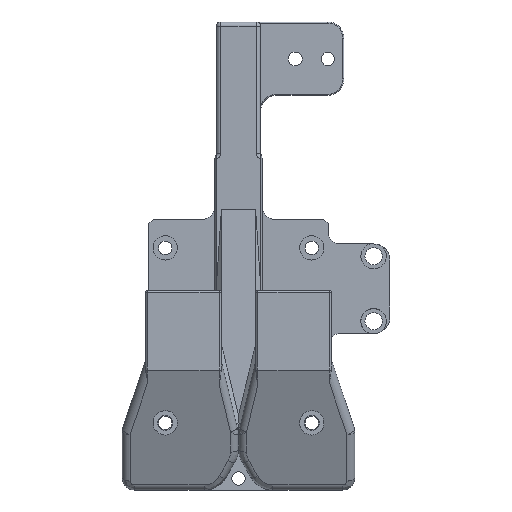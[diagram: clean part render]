
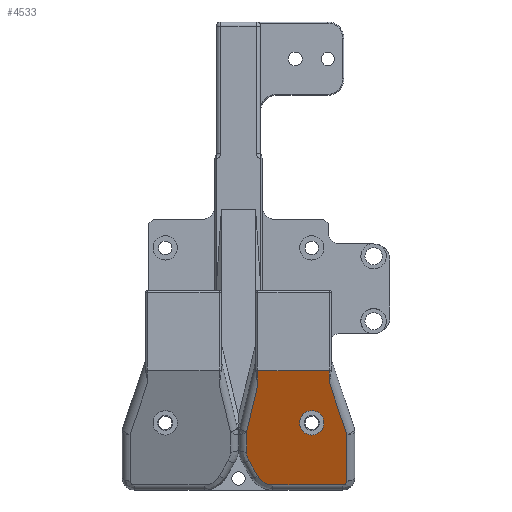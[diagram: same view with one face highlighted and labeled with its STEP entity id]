
A CAD part, left-side view. The second image highlights one B-rep face of the part: STEP entity #4533.
In plain terms, the highlighted planar face has unit normal (-0.925, 0, -0.381).
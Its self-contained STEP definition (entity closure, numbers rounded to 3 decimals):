
#56=FACE_BOUND('',#617,.T.);
#92=ELLIPSE('',#4890,4.542,4.2);
#93=ELLIPSE('',#4891,4.542,4.2);
#94=ELLIPSE('',#4892,1.081,1.);
#95=ELLIPSE('',#4893,3.244,3.);
#163=PLANE('',#4889);
#341=FACE_OUTER_BOUND('',#616,.T.);
#616=EDGE_LOOP('',(#3270,#3271,#3272,#3273,#3274,#3275,#3276,#3277,#3278,
#3279,#3280,#3281));
#617=EDGE_LOOP('',(#3282));
#853=LINE('',#6736,#1255);
#855=LINE('',#6744,#1257);
#856=LINE('',#6751,#1258);
#958=LINE('',#7153,#1360);
#962=LINE('',#7250,#1364);
#963=LINE('',#7254,#1365);
#964=LINE('',#7258,#1366);
#965=LINE('',#7262,#1367);
#966=LINE('',#7263,#1368);
#1255=VECTOR('',#5294,10.);
#1257=VECTOR('',#5302,10.);
#1258=VECTOR('',#5311,10.);
#1360=VECTOR('',#5623,10.);
#1364=VECTOR('',#5645,1000.);
#1365=VECTOR('',#5648,1000.);
#1366=VECTOR('',#5651,1000.);
#1367=VECTOR('',#5654,1000.);
#1368=VECTOR('',#5655,10.);
#1856=VERTEX_POINT('',#6724);
#1859=VERTEX_POINT('',#6729);
#1860=VERTEX_POINT('',#6738);
#1864=VERTEX_POINT('',#6750);
#2005=VERTEX_POINT('',#7151);
#2013=VERTEX_POINT('',#7249);
#2014=VERTEX_POINT('',#7251);
#2015=VERTEX_POINT('',#7253);
#2016=VERTEX_POINT('',#7255);
#2017=VERTEX_POINT('',#7257);
#2018=VERTEX_POINT('',#7259);
#2019=VERTEX_POINT('',#7261);
#2020=VERTEX_POINT('',#7264);
#2297=EDGE_CURVE('',#1859,#1856,#853,.T.);
#2301=EDGE_CURVE('',#1856,#1860,#855,.T.);
#2304=EDGE_CURVE('',#1860,#1864,#856,.T.);
#2482=EDGE_CURVE('',#2005,#1859,#958,.T.);
#2495=EDGE_CURVE('',#2013,#2005,#962,.T.);
#2496=EDGE_CURVE('',#2014,#2013,#92,.F.);
#2497=EDGE_CURVE('',#2015,#2014,#963,.F.);
#2498=EDGE_CURVE('',#2016,#2015,#93,.F.);
#2499=EDGE_CURVE('',#2017,#2016,#964,.T.);
#2500=EDGE_CURVE('',#2018,#2017,#94,.F.);
#2501=EDGE_CURVE('',#2019,#2018,#965,.T.);
#2502=EDGE_CURVE('',#1864,#2019,#966,.T.);
#2503=EDGE_CURVE('',#2020,#2020,#95,.T.);
#3270=ORIENTED_EDGE('',*,*,#2482,.F.);
#3271=ORIENTED_EDGE('',*,*,#2495,.F.);
#3272=ORIENTED_EDGE('',*,*,#2496,.F.);
#3273=ORIENTED_EDGE('',*,*,#2497,.F.);
#3274=ORIENTED_EDGE('',*,*,#2498,.F.);
#3275=ORIENTED_EDGE('',*,*,#2499,.F.);
#3276=ORIENTED_EDGE('',*,*,#2500,.F.);
#3277=ORIENTED_EDGE('',*,*,#2501,.F.);
#3278=ORIENTED_EDGE('',*,*,#2502,.F.);
#3279=ORIENTED_EDGE('',*,*,#2304,.F.);
#3280=ORIENTED_EDGE('',*,*,#2301,.F.);
#3281=ORIENTED_EDGE('',*,*,#2297,.F.);
#3282=ORIENTED_EDGE('',*,*,#2503,.T.);
#4533=ADVANCED_FACE('',(#341,#56),#163,.F.);
#4889=AXIS2_PLACEMENT_3D('',#7248,#5643,#5644);
#4890=AXIS2_PLACEMENT_3D('',#7252,#5646,#5647);
#4891=AXIS2_PLACEMENT_3D('',#7256,#5649,#5650);
#4892=AXIS2_PLACEMENT_3D('',#7260,#5652,#5653);
#4893=AXIS2_PLACEMENT_3D('',#7265,#5656,#5657);
#5294=DIRECTION('',(-0.381,0.,0.925));
#5302=DIRECTION('',(0.,-1.,0.));
#5311=DIRECTION('',(0.381,0.,-0.925));
#5623=DIRECTION('',(-0.372,-0.215,0.903));
#5643=DIRECTION('center_axis',(0.925,0.,0.381));
#5644=DIRECTION('ref_axis',(0.381,0.,-0.925));
#5645=DIRECTION('',(-0.381,0.,0.925));
#5646=DIRECTION('center_axis',(-0.925,0.,
-0.381));
#5647=DIRECTION('ref_axis',(0.381,0.,-0.925));
#5648=DIRECTION('',(0.336,-0.471,-0.816));
#5649=DIRECTION('center_axis',(-0.925,0.,
-0.381));
#5650=DIRECTION('ref_axis',(0.381,0.,-0.925));
#5651=DIRECTION('',(0.,1.,0.));
#5652=DIRECTION('center_axis',(-0.925,0.,
-0.381));
#5653=DIRECTION('ref_axis',(0.381,0.,-0.925));
#5654=DIRECTION('',(0.381,0.,-0.925));
#5655=DIRECTION('',(0.364,-0.295,-0.884));
#5656=DIRECTION('center_axis',(0.925,0.,0.381));
#5657=DIRECTION('ref_axis',(0.381,0.,-0.925));
#6724=CARTESIAN_POINT('',(-30.895,257.598,51.389));
#6729=CARTESIAN_POINT('',(-29.544,257.598,48.108));
#6736=CARTESIAN_POINT('',(-27.597,257.598,43.379));
#6738=CARTESIAN_POINT('',(-30.895,240.112,51.389));
#6744=CARTESIAN_POINT('',(-30.895,236.994,51.389));
#6750=CARTESIAN_POINT('',(-29.791,240.112,48.709));
#6751=CARTESIAN_POINT('',(-29.157,240.112,47.168));
#7151=CARTESIAN_POINT('',(-24.735,260.379,36.428));
#7153=CARTESIAN_POINT('',(-24.999,260.226,37.069));
#7248=CARTESIAN_POINT('Origin',(-25.833,233.777,39.095));
#7249=CARTESIAN_POINT('',(-22.662,260.379,31.394));
#7250=CARTESIAN_POINT('',(-25.833,260.379,39.095));
#7251=CARTESIAN_POINT('',(-21.797,259.816,29.294));
#7252=CARTESIAN_POINT('Origin',(-22.662,256.179,31.394));
#7253=CARTESIAN_POINT('',(-20.207,257.587,25.433));
#7254=CARTESIAN_POINT('',(-21.995,260.093,29.774));
#7255=CARTESIAN_POINT('',(-19.343,253.949,23.333));
#7256=CARTESIAN_POINT('Origin',(-21.072,253.949,27.533));
#7257=CARTESIAN_POINT('',(-19.343,236.779,23.333));
#7258=CARTESIAN_POINT('',(-19.343,233.777,23.333));
#7259=CARTESIAN_POINT('',(-19.755,235.779,24.333));
#7260=CARTESIAN_POINT('Origin',(-19.755,236.779,24.333));
#7261=CARTESIAN_POINT('',(-24.439,235.779,35.709));
#7262=CARTESIAN_POINT('',(-25.833,235.779,39.095));
#7263=CARTESIAN_POINT('',(-28.271,238.881,45.015));
#7264=CARTESIAN_POINT('',(-25.627,247.379,38.595));
#7265=CARTESIAN_POINT('Origin',(-25.627,244.379,38.595));
